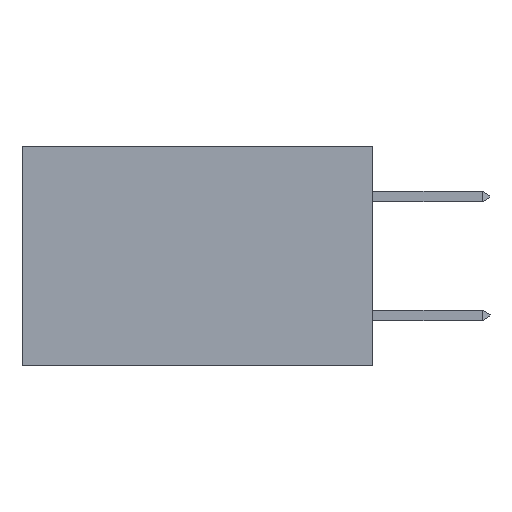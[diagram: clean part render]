
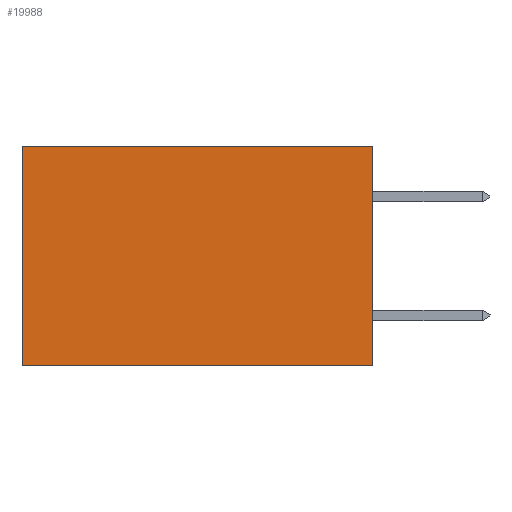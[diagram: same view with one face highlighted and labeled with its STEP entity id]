
A CAD part, left-side view. The second image highlights one B-rep face of the part: STEP entity #19988.
In plain terms, the highlighted planar face has unit normal (-1, 0, 0).
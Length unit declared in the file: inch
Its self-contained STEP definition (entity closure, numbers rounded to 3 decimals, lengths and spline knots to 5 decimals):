
#1733 = VECTOR ( 'NONE', #16479, 39.37008 ) ;
#2854 = CARTESIAN_POINT ( 'NONE',  ( 0.277, 0., -0.37 ) ) ;
#4016 = VECTOR ( 'NONE', #20589, 39.37008 ) ;
#5214 = EDGE_CURVE ( 'NONE', #22033, #32723, #18645, .T. ) ;
#5495 = DIRECTION ( 'NONE',  ( 0., 0., -1. ) ) ;
#6517 = ORIENTED_EDGE ( 'NONE', *, *, #12252, .T. ) ;
#7436 = EDGE_LOOP ( 'NONE', ( #6517, #12590, #22536, #31682 ) ) ;
#8255 = FACE_OUTER_BOUND ( 'NONE', #7436, .T. ) ;
#8761 = LINE ( 'NONE', #21622, #1733 ) ;
#9384 = VERTEX_POINT ( 'NONE', #22577 ) ;
#9560 = DIRECTION ( 'NONE',  ( 0., 0., -1. ) ) ;
#12118 = EDGE_CURVE ( 'NONE', #22033, #9384, #29075, .T. ) ;
#12252 = EDGE_CURVE ( 'NONE', #32723, #24048, #25810, .T. ) ;
#12590 = ORIENTED_EDGE ( 'NONE', *, *, #15242, .F. ) ;
#13382 = PLANE ( 'NONE',  #26433 ) ;
#15242 = EDGE_CURVE ( 'NONE', #9384, #24048, #8761, .T. ) ;
#15882 = CARTESIAN_POINT ( 'NONE',  ( 0.277, 0., 0. ) ) ;
#16479 = DIRECTION ( 'NONE',  ( 0., 1., 0. ) ) ;
#17838 = VECTOR ( 'NONE', #30214, 39.37008 ) ;
#17966 = CARTESIAN_POINT ( 'NONE',  ( 0.277, 0.59, -0.37 ) ) ;
#18645 = LINE ( 'NONE', #30252, #17838 ) ;
#19988 = ADVANCED_FACE ( 'NONE', ( #8255 ), #13382, .F. ) ;
#20589 = DIRECTION ( 'NONE',  ( 0., 0., -1. ) ) ;
#21247 = DIRECTION ( 'NONE',  ( 1., 0., 0. ) ) ;
#21622 = CARTESIAN_POINT ( 'NONE',  ( 0.277, 0., -0.37 ) ) ;
#22033 = VERTEX_POINT ( 'NONE', #15882 ) ;
#22536 = ORIENTED_EDGE ( 'NONE', *, *, #12118, .F. ) ;
#22577 = CARTESIAN_POINT ( 'NONE',  ( 0.277, 0., -0.37 ) ) ;
#22655 = CARTESIAN_POINT ( 'NONE',  ( 0.277, 0., -0.37 ) ) ;
#24048 = VERTEX_POINT ( 'NONE', #32501 ) ;
#24423 = CARTESIAN_POINT ( 'NONE',  ( 0.277, 0.59, 0. ) ) ;
#25810 = LINE ( 'NONE', #17966, #4016 ) ;
#26433 = AXIS2_PLACEMENT_3D ( 'NONE', #2854, #21247, #5495 ) ;
#28253 = VECTOR ( 'NONE', #9560, 39.37008 ) ;
#29075 = LINE ( 'NONE', #22655, #28253 ) ;
#30214 = DIRECTION ( 'NONE',  ( 0., 1., 0. ) ) ;
#30252 = CARTESIAN_POINT ( 'NONE',  ( 0.277, 0., 0. ) ) ;
#31682 = ORIENTED_EDGE ( 'NONE', *, *, #5214, .T. ) ;
#32501 = CARTESIAN_POINT ( 'NONE',  ( 0.277, 0.59, -0.37 ) ) ;
#32723 = VERTEX_POINT ( 'NONE', #24423 ) ;
